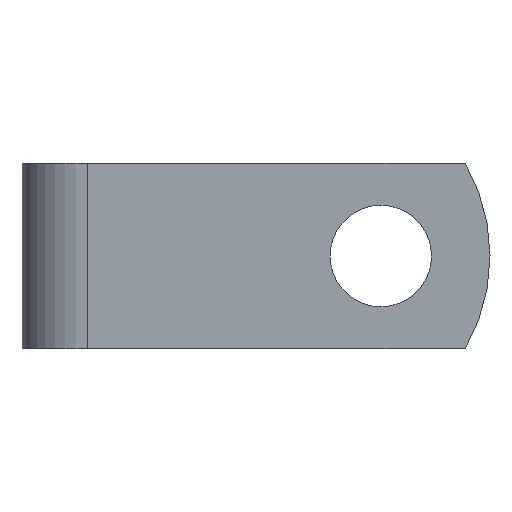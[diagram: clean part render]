
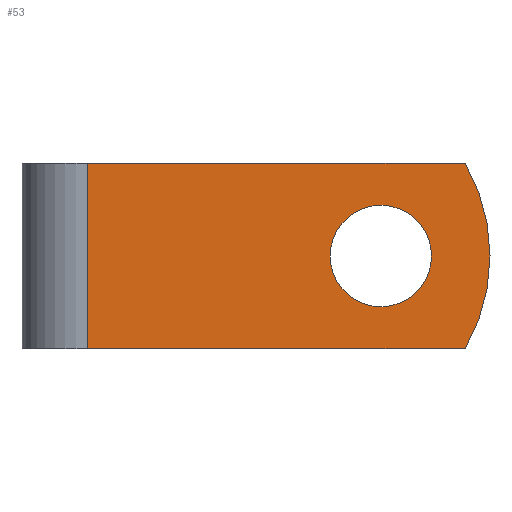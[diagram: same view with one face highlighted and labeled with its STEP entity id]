
A CAD part, front view. The second image highlights one B-rep face of the part: STEP entity #53.
In plain terms, the highlighted planar face has unit normal (0, -1, 0).
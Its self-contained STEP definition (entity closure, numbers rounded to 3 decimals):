
#53=ADVANCED_FACE('NONE',(#83,#84),#85,.F.);
#83=FACE_OUTER_BOUND('',#129,.T.);
#84=FACE_BOUND('',#130,.T.);
#85=PLANE('',#131);
#129=EDGE_LOOP('',(#211,#212,#213,#214));
#130=EDGE_LOOP('',(#215,#216));
#131=AXIS2_PLACEMENT_3D('',#217,#218,#219);
#211=ORIENTED_EDGE('',*,*,#363,.F.);
#212=ORIENTED_EDGE('',*,*,#352,.F.);
#213=ORIENTED_EDGE('',*,*,#364,.F.);
#214=ORIENTED_EDGE('',*,*,#365,.F.);
#215=ORIENTED_EDGE('',*,*,#341,.F.);
#216=ORIENTED_EDGE('',*,*,#357,.F.);
#217=CARTESIAN_POINT('',(20.774,-0.8,-4.75));
#218=DIRECTION('',(0.0,1.0,0.0));
#219=DIRECTION('',(1.0,-0.0,0.0));
#341=EDGE_CURVE('NONE',#402,#403,#404,.T.);
#352=EDGE_CURVE('NONE',#423,#419,#425,.T.);
#357=EDGE_CURVE('NONE',#403,#402,#434,.T.);
#363=EDGE_CURVE('NONE',#419,#444,#445,.T.);
#364=EDGE_CURVE('NONE',#446,#423,#447,.T.);
#365=EDGE_CURVE('NONE',#444,#446,#448,.T.);
#402=VERTEX_POINT('NONE',#499);
#403=VERTEX_POINT('NONE',#500);
#404=CIRCLE('',#501,2.6);
#419=VERTEX_POINT('NONE',#520);
#423=VERTEX_POINT('NONE',#525);
#425=LINE('',#527,#528);
#434=CIRCLE('',#539,2.6);
#444=VERTEX_POINT('NONE',#552);
#445=LINE('',#553,#554);
#446=VERTEX_POINT('NONE',#555);
#447=LINE('',#556,#557);
#448=CIRCLE('',#558,9.5);
#499=CARTESIAN_POINT('',(15.05,-0.8,2.6));
#500=CARTESIAN_POINT('',(15.05,-0.8,-2.6));
#501=AXIS2_PLACEMENT_3D('',#623,#624,#625);
#520=CARTESIAN_POINT('',(0.0,-0.8,4.75));
#525=CARTESIAN_POINT('',(0.0,-0.8,-4.75));
#527=CARTESIAN_POINT('',(0.0,-0.8,0.0));
#528=VECTOR('',#646,1000.0);
#539=AXIS2_PLACEMENT_3D('',#655,#656,#657);
#552=CARTESIAN_POINT('',(19.377,-0.8,4.75));
#553=CARTESIAN_POINT('',(10.387,-0.8,4.75));
#554=VECTOR('',#667,1000.0);
#555=CARTESIAN_POINT('',(19.377,-0.8,-4.75));
#556=CARTESIAN_POINT('',(10.387,-0.8,-4.75));
#557=VECTOR('',#668,1000.0);
#558=AXIS2_PLACEMENT_3D('',#669,#670,#671);
#623=CARTESIAN_POINT('',(15.05,-0.8,0.0));
#624=DIRECTION('',(0.0,-1.0,0.0));
#625=DIRECTION('',(0.0,0.0,1.0));
#646=DIRECTION('',(0.0,0.0,1.0));
#655=CARTESIAN_POINT('',(15.05,-0.8,0.0));
#656=DIRECTION('',(0.0,-1.0,0.0));
#657=DIRECTION('',(0.0,0.0,1.0));
#667=DIRECTION('',(1.0,-0.0,-0.0));
#668=DIRECTION('',(-1.0,0.0,0.0));
#669=CARTESIAN_POINT('',(11.15,-0.8,0.0));
#670=DIRECTION('',(-0.0,1.0,0.0));
#671=DIRECTION('',(0.0,0.0,1.0));
